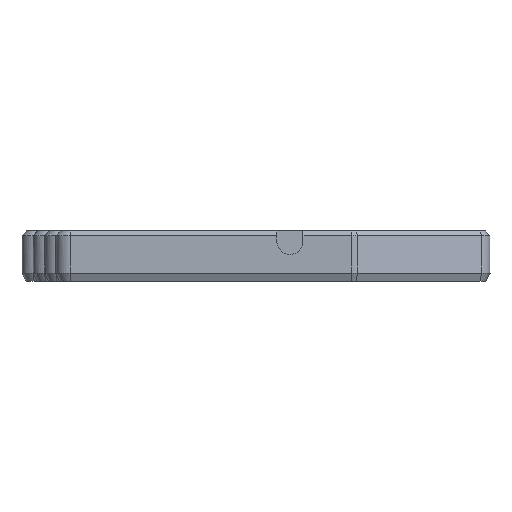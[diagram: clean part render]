
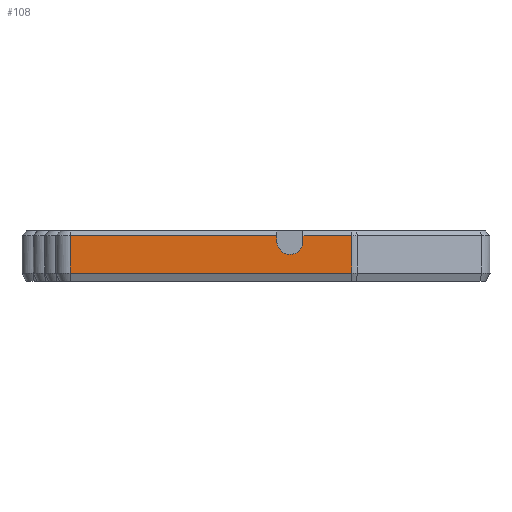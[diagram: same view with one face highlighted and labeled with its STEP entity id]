
A CAD part, left-side view. The second image highlights one B-rep face of the part: STEP entity #108.
In plain terms, the highlighted planar face has unit normal (-1, 0, 0).
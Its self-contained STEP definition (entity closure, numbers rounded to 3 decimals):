
#108=ADVANCED_FACE('',(#244),#2082,.T.);
#244=FACE_OUTER_BOUND('',#380,.T.);
#380=EDGE_LOOP('',(#747,#748,#749,#750,#751,#752,#753,#754));
#747=ORIENTED_EDGE('',*,*,#1368,.T.);
#748=ORIENTED_EDGE('',*,*,#1369,.F.);
#749=ORIENTED_EDGE('',*,*,#1372,.F.);
#750=ORIENTED_EDGE('',*,*,#1199,.T.);
#751=ORIENTED_EDGE('',*,*,#1308,.T.);
#752=ORIENTED_EDGE('',*,*,#1214,.F.);
#753=ORIENTED_EDGE('',*,*,#1213,.F.);
#754=ORIENTED_EDGE('',*,*,#1370,.F.);
#1199=EDGE_CURVE('',#1871,#1923,#1475,.T.);
#1213=EDGE_CURVE('',#1966,#1880,#1646,.T.);
#1214=EDGE_CURVE('',#1880,#1930,#1647,.T.);
#1308=EDGE_CURVE('',#1923,#1930,#1710,.T.);
#1368=EDGE_CURVE('',#1968,#1969,#1741,.T.);
#1369=EDGE_CURVE('',#1965,#1969,#1742,.T.);
#1370=EDGE_CURVE('',#1968,#1966,#1743,.T.);
#1372=EDGE_CURVE('',#1871,#1965,#1745,.T.);
#1475=(
BOUNDED_CURVE()
B_SPLINE_CURVE(1,(#3045,#3046),.UNSPECIFIED.,.F.,.F.)
B_SPLINE_CURVE_WITH_KNOTS((2,2),(1.,8.9),.UNSPECIFIED.)
CURVE()
GEOMETRIC_REPRESENTATION_ITEM()
RATIONAL_B_SPLINE_CURVE((1.,1.))
REPRESENTATION_ITEM('')
);
#1646=B_SPLINE_CURVE_WITH_KNOTS('',1,(#3074,#3075),.UNSPECIFIED.,.F.,.F.,
(2,2),(49.067,59.346),.UNSPECIFIED.);
#1647=B_SPLINE_CURVE_WITH_KNOTS('',1,(#3076,#3077),.UNSPECIFIED.,.F.,.F.,
(2,2),(1.,8.9),.UNSPECIFIED.);
#1710=B_SPLINE_CURVE_WITH_KNOTS('',1,(#3329,#3330),.UNSPECIFIED.,.F.,.F.,
(2,2),(-229.327,-169.085),.UNSPECIFIED.);
#1741=B_SPLINE_CURVE_WITH_KNOTS('',3,(#3486,#3487,#3488,#3489,#3490,#3491,
#3492,#3493,#3494,#3495,#3496,#3497,#3498,#3499,#3500,#3501,#3502,#3503,
#3504,#3505,#3506,#3507,#3508),.UNSPECIFIED.,.F.,.F.,(4,2,2,2,2,3,2,2,2,
2,4),(0.,1.086,2.172,3.259,3.8,
4.342,4.895,5.426,6.512,7.598,
8.685),.UNSPECIFIED.);
#1742=B_SPLINE_CURVE_WITH_KNOTS('',1,(#3509,#3510),.UNSPECIFIED.,.F.,.F.,
(2,2),(-0.98,0.),.UNSPECIFIED.);
#1743=B_SPLINE_CURVE_WITH_KNOTS('',1,(#3511,#3512),.UNSPECIFIED.,.F.,.F.,
(2,2),(0.,0.98),.UNSPECIFIED.);
#1745=B_SPLINE_CURVE_WITH_KNOTS('',1,(#3515,#3516),.UNSPECIFIED.,.F.,.F.,
(2,2),(0.,43.567),.UNSPECIFIED.);
#1871=VERTEX_POINT('',#2721);
#1880=VERTEX_POINT('',#2730);
#1923=VERTEX_POINT('',#2773);
#1930=VERTEX_POINT('',#2780);
#1965=VERTEX_POINT('',#2815);
#1966=VERTEX_POINT('',#2816);
#1968=VERTEX_POINT('',#2818);
#1969=VERTEX_POINT('',#2819);
#2082=PLANE('',#2200);
#2200=AXIS2_PLACEMENT_3D('',#2530,#2317,$);
#2317=DIRECTION('',(-1.,0.,0.));
#2530=CARTESIAN_POINT('',(7.538,396.686,11.18));
#2721=CARTESIAN_POINT('',(7.538,396.686,11.18));
#2730=CARTESIAN_POINT('',(7.538,337.34,11.18));
#2773=CARTESIAN_POINT('',(7.538,396.686,3.28));
#2780=CARTESIAN_POINT('',(7.538,337.34,3.28));
#2815=CARTESIAN_POINT('',(7.538,353.119,11.18));
#2816=CARTESIAN_POINT('',(7.538,347.619,11.18));
#2818=CARTESIAN_POINT('',(7.538,347.619,9.95));
#2819=CARTESIAN_POINT('',(7.538,353.119,9.95));
#3045=CARTESIAN_POINT('',(7.538,396.686,11.18));
#3046=CARTESIAN_POINT('',(7.538,396.686,3.28));
#3074=CARTESIAN_POINT('',(7.538,347.619,11.18));
#3075=CARTESIAN_POINT('',(7.538,337.34,11.18));
#3076=CARTESIAN_POINT('',(7.538,337.34,11.18));
#3077=CARTESIAN_POINT('',(7.538,337.34,3.28));
#3329=CARTESIAN_POINT('',(7.538,396.686,3.28));
#3330=CARTESIAN_POINT('',(7.538,337.34,3.28));
#3486=CARTESIAN_POINT('',(7.538,347.619,9.95));
#3487=CARTESIAN_POINT('',(7.538,347.619,9.589));
#3488=CARTESIAN_POINT('',(7.538,347.69,9.231));
#3489=CARTESIAN_POINT('',(7.538,347.966,8.564));
#3490=CARTESIAN_POINT('',(7.538,348.169,8.261));
#3491=CARTESIAN_POINT('',(7.538,348.679,7.75));
#3492=CARTESIAN_POINT('',(7.538,348.983,7.548));
#3493=CARTESIAN_POINT('',(7.538,349.483,7.34));
#3494=CARTESIAN_POINT('',(7.538,349.655,7.288));
#3495=CARTESIAN_POINT('',(7.538,350.009,7.218));
#3496=CARTESIAN_POINT('',(7.538,350.188,7.2));
#3497=CARTESIAN_POINT('',(7.538,350.369,7.2));
#3498=CARTESIAN_POINT('',(7.538,350.552,7.2));
#3499=CARTESIAN_POINT('',(7.538,350.735,7.218));
#3500=CARTESIAN_POINT('',(7.538,351.089,7.29));
#3501=CARTESIAN_POINT('',(7.538,351.258,7.342));
#3502=CARTESIAN_POINT('',(7.538,351.755,7.548));
#3503=CARTESIAN_POINT('',(7.538,352.058,7.75));
#3504=CARTESIAN_POINT('',(7.538,352.569,8.261));
#3505=CARTESIAN_POINT('',(7.538,352.771,8.564));
#3506=CARTESIAN_POINT('',(7.538,353.047,9.231));
#3507=CARTESIAN_POINT('',(7.538,353.119,9.589));
#3508=CARTESIAN_POINT('',(7.538,353.119,9.95));
#3509=CARTESIAN_POINT('',(7.538,353.119,11.18));
#3510=CARTESIAN_POINT('',(7.538,353.119,9.95));
#3511=CARTESIAN_POINT('',(7.538,347.619,9.95));
#3512=CARTESIAN_POINT('',(7.538,347.619,11.18));
#3515=CARTESIAN_POINT('',(7.538,396.686,11.18));
#3516=CARTESIAN_POINT('',(7.538,353.119,11.18));
